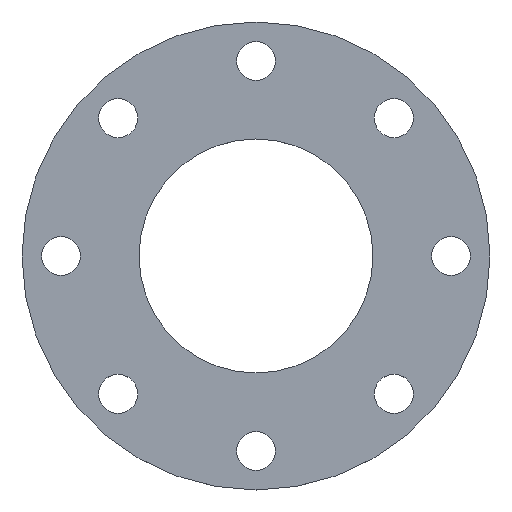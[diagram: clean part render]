
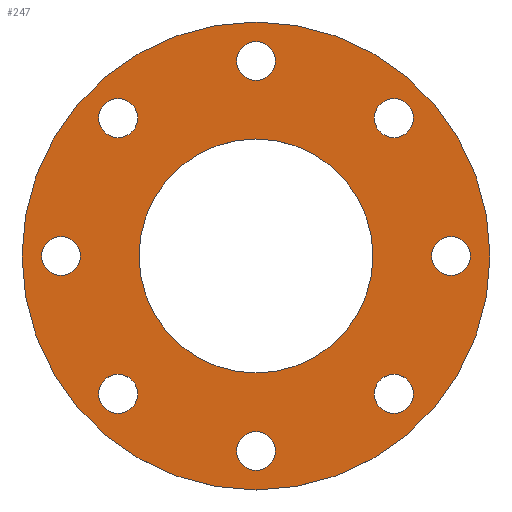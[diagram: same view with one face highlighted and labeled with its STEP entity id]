
A CAD part, top view. The second image highlights one B-rep face of the part: STEP entity #247.
In plain terms, the highlighted planar face has unit normal (0, 0, 1).
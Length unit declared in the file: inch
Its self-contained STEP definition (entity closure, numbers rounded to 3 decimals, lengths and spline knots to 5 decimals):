
#15=FACE_BOUND('',#58,.T.);
#16=FACE_BOUND('',#59,.T.);
#17=FACE_BOUND('',#60,.T.);
#18=FACE_BOUND('',#61,.T.);
#19=FACE_BOUND('',#62,.T.);
#20=FACE_BOUND('',#63,.T.);
#21=FACE_BOUND('',#64,.T.);
#22=FACE_BOUND('',#65,.T.);
#23=FACE_BOUND('',#66,.T.);
#33=PLANE('',#299);
#45=FACE_OUTER_BOUND('',#57,.T.);
#57=EDGE_LOOP('',(#207));
#58=EDGE_LOOP('',(#208));
#59=EDGE_LOOP('',(#209));
#60=EDGE_LOOP('',(#210));
#61=EDGE_LOOP('',(#211));
#62=EDGE_LOOP('',(#212));
#63=EDGE_LOOP('',(#213));
#64=EDGE_LOOP('',(#214));
#65=EDGE_LOOP('',(#215));
#66=EDGE_LOOP('',(#216));
#98=CIRCLE('',#271,2.25);
#100=CIRCLE('',#274,0.375);
#102=CIRCLE('',#277,0.375);
#104=CIRCLE('',#280,0.375);
#106=CIRCLE('',#283,0.375);
#108=CIRCLE('',#286,0.375);
#110=CIRCLE('',#289,0.375);
#112=CIRCLE('',#292,0.375);
#114=CIRCLE('',#295,0.375);
#115=CIRCLE('',#297,4.5);
#118=VERTEX_POINT('',#381);
#120=VERTEX_POINT('',#387);
#122=VERTEX_POINT('',#393);
#124=VERTEX_POINT('',#399);
#126=VERTEX_POINT('',#405);
#128=VERTEX_POINT('',#411);
#130=VERTEX_POINT('',#417);
#132=VERTEX_POINT('',#423);
#134=VERTEX_POINT('',#429);
#135=VERTEX_POINT('',#433);
#139=EDGE_CURVE('',#118,#118,#98,.T.);
#142=EDGE_CURVE('',#120,#120,#100,.T.);
#145=EDGE_CURVE('',#122,#122,#102,.T.);
#148=EDGE_CURVE('',#124,#124,#104,.T.);
#151=EDGE_CURVE('',#126,#126,#106,.T.);
#154=EDGE_CURVE('',#128,#128,#108,.T.);
#157=EDGE_CURVE('',#130,#130,#110,.T.);
#160=EDGE_CURVE('',#132,#132,#112,.T.);
#163=EDGE_CURVE('',#134,#134,#114,.T.);
#164=EDGE_CURVE('',#135,#135,#115,.T.);
#207=ORIENTED_EDGE('',*,*,#164,.F.);
#208=ORIENTED_EDGE('',*,*,#139,.T.);
#209=ORIENTED_EDGE('',*,*,#142,.T.);
#210=ORIENTED_EDGE('',*,*,#145,.T.);
#211=ORIENTED_EDGE('',*,*,#148,.T.);
#212=ORIENTED_EDGE('',*,*,#151,.T.);
#213=ORIENTED_EDGE('',*,*,#154,.T.);
#214=ORIENTED_EDGE('',*,*,#157,.T.);
#215=ORIENTED_EDGE('',*,*,#160,.T.);
#216=ORIENTED_EDGE('',*,*,#163,.T.);
#247=ADVANCED_FACE('',(#45,#15,#16,#17,#18,#19,#20,#21,#22,#23),#33,.F.);
#271=AXIS2_PLACEMENT_3D('',#383,#308,#309);
#274=AXIS2_PLACEMENT_3D('',#389,#315,#316);
#277=AXIS2_PLACEMENT_3D('',#395,#322,#323);
#280=AXIS2_PLACEMENT_3D('',#401,#329,#330);
#283=AXIS2_PLACEMENT_3D('',#407,#336,#337);
#286=AXIS2_PLACEMENT_3D('',#413,#343,#344);
#289=AXIS2_PLACEMENT_3D('',#419,#350,#351);
#292=AXIS2_PLACEMENT_3D('',#425,#357,#358);
#295=AXIS2_PLACEMENT_3D('',#431,#364,#365);
#297=AXIS2_PLACEMENT_3D('',#434,#368,#369);
#299=AXIS2_PLACEMENT_3D('',#438,#373,#374);
#308=DIRECTION('center_axis',(0.,0.,-1.));
#309=DIRECTION('ref_axis',(-1.,0.,0.));
#315=DIRECTION('center_axis',(0.,0.,-1.));
#316=DIRECTION('ref_axis',(-1.,0.,0.));
#322=DIRECTION('center_axis',(0.,0.,-1.));
#323=DIRECTION('ref_axis',(-1.,0.,0.));
#329=DIRECTION('center_axis',(0.,0.,-1.));
#330=DIRECTION('ref_axis',(-1.,0.,0.));
#336=DIRECTION('center_axis',(0.,0.,-1.));
#337=DIRECTION('ref_axis',(-1.,0.,0.));
#343=DIRECTION('center_axis',(0.,0.,-1.));
#344=DIRECTION('ref_axis',(-1.,0.,0.));
#350=DIRECTION('center_axis',(0.,0.,-1.));
#351=DIRECTION('ref_axis',(-1.,0.,0.));
#357=DIRECTION('center_axis',(0.,0.,-1.));
#358=DIRECTION('ref_axis',(-1.,0.,0.));
#364=DIRECTION('center_axis',(0.,0.,-1.));
#365=DIRECTION('ref_axis',(-1.,0.,0.));
#368=DIRECTION('center_axis',(0.,0.,-1.));
#369=DIRECTION('ref_axis',(-1.,0.,0.));
#373=DIRECTION('center_axis',(0.,0.,-1.));
#374=DIRECTION('ref_axis',(-1.,0.,0.));
#381=CARTESIAN_POINT('',(2.25,0.,0.118));
#383=CARTESIAN_POINT('Origin',(0.,0.,0.118));
#387=CARTESIAN_POINT('',(3.02665,2.65165,0.118));
#389=CARTESIAN_POINT('Origin',(2.65165,2.65165,0.118));
#393=CARTESIAN_POINT('',(4.125,0.,0.118));
#395=CARTESIAN_POINT('Origin',(3.75,0.,0.118));
#399=CARTESIAN_POINT('',(3.02665,-2.65165,0.118));
#401=CARTESIAN_POINT('Origin',(2.65165,-2.65165,0.118));
#405=CARTESIAN_POINT('',(0.375,-3.75,0.118));
#407=CARTESIAN_POINT('Origin',(0.,-3.75,0.118));
#411=CARTESIAN_POINT('',(-2.27665,-2.65165,0.118));
#413=CARTESIAN_POINT('Origin',(-2.65165,-2.65165,0.118));
#417=CARTESIAN_POINT('',(-3.375,0.,0.118));
#419=CARTESIAN_POINT('Origin',(-3.75,0.,0.118));
#423=CARTESIAN_POINT('',(-2.27665,2.65165,0.118));
#425=CARTESIAN_POINT('Origin',(-2.65165,2.65165,0.118));
#429=CARTESIAN_POINT('',(0.375,3.75,0.118));
#431=CARTESIAN_POINT('Origin',(0.,3.75,0.118));
#433=CARTESIAN_POINT('',(4.5,0.,0.118));
#434=CARTESIAN_POINT('Origin',(0.,0.,0.118));
#438=CARTESIAN_POINT('Origin',(0.,0.,0.118));
